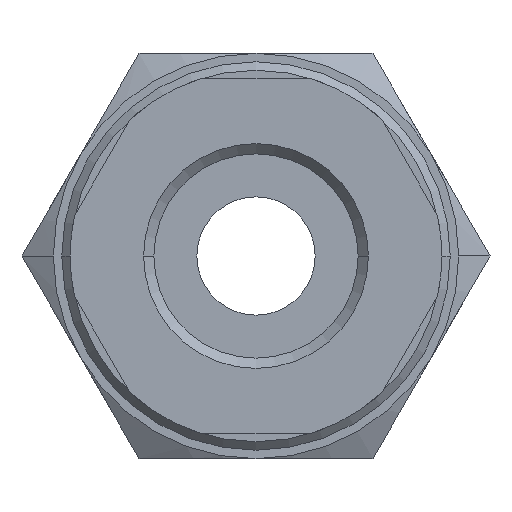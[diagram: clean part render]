
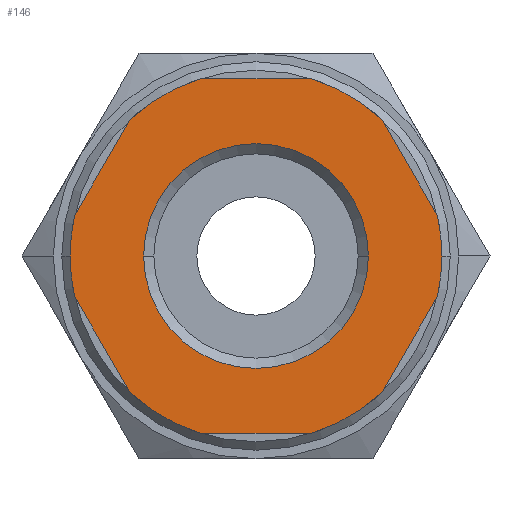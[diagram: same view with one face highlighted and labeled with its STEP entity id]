
A CAD part, front view. The second image highlights one B-rep face of the part: STEP entity #146.
In plain terms, the highlighted planar face has unit normal (0, -1, 0).
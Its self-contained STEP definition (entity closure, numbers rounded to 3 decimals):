
#146=ADVANCED_FACE('',(#335,#336),#337,.T.);
#335=FACE_BOUND('',#566,.T.);
#336=FACE_OUTER_BOUND('',#567,.T.);
#337=PLANE('',#568);
#566=EDGE_LOOP('',(#920,#921));
#567=EDGE_LOOP('',(#922,#923,#924,#925,#926,#927,#928,#929,#930,#931,#932,#933,#934,#935));
#568=AXIS2_PLACEMENT_3D('',#936,#937,#938);
#920=ORIENTED_EDGE('',*,*,#1429,.T.);
#921=ORIENTED_EDGE('',*,*,#1430,.T.);
#922=ORIENTED_EDGE('',*,*,#1431,.T.);
#923=ORIENTED_EDGE('',*,*,#1432,.F.);
#924=ORIENTED_EDGE('',*,*,#1433,.T.);
#925=ORIENTED_EDGE('',*,*,#1434,.F.);
#926=ORIENTED_EDGE('',*,*,#1435,.T.);
#927=ORIENTED_EDGE('',*,*,#1436,.F.);
#928=ORIENTED_EDGE('',*,*,#1426,.F.);
#929=ORIENTED_EDGE('',*,*,#1375,.T.);
#930=ORIENTED_EDGE('',*,*,#1437,.F.);
#931=ORIENTED_EDGE('',*,*,#1438,.T.);
#932=ORIENTED_EDGE('',*,*,#1439,.F.);
#933=ORIENTED_EDGE('',*,*,#1440,.T.);
#934=ORIENTED_EDGE('',*,*,#1413,.F.);
#935=ORIENTED_EDGE('',*,*,#1324,.F.);
#936=CARTESIAN_POINT('',(5.5,0.0,0.0));
#937=DIRECTION('',(-0.0,-1.0,-0.0));
#938=DIRECTION('',(-1.0,0.0,0.0));
#1324=EDGE_CURVE('',#1558,#1554,#1560,.T.);
#1375=EDGE_CURVE('',#1644,#1641,#1645,.T.);
#1413=EDGE_CURVE('',#1554,#1699,#1700,.T.);
#1426=EDGE_CURVE('',#1644,#1715,#1719,.T.);
#1429=EDGE_CURVE('',#1722,#1723,#1724,.T.);
#1430=EDGE_CURVE('',#1723,#1722,#1725,.T.);
#1431=EDGE_CURVE('',#1558,#1726,#1727,.T.);
#1432=EDGE_CURVE('',#1728,#1726,#1729,.T.);
#1433=EDGE_CURVE('',#1728,#1730,#1731,.T.);
#1434=EDGE_CURVE('',#1732,#1730,#1733,.T.);
#1435=EDGE_CURVE('',#1732,#1734,#1735,.T.);
#1436=EDGE_CURVE('',#1715,#1734,#1736,.T.);
#1437=EDGE_CURVE('',#1737,#1641,#1738,.T.);
#1438=EDGE_CURVE('',#1737,#1739,#1740,.T.);
#1439=EDGE_CURVE('',#1741,#1739,#1742,.T.);
#1440=EDGE_CURVE('',#1741,#1699,#1743,.T.);
#1554=VERTEX_POINT('',#1882);
#1558=VERTEX_POINT('',#1887);
#1560=CIRCLE('',#1890,11.0);
#1641=VERTEX_POINT('',#2102);
#1644=VERTEX_POINT('',#2106);
#1645=LINE('',#2107,#2108);
#1699=VERTEX_POINT('',#2206);
#1700=CIRCLE('',#2207,11.0);
#1715=VERTEX_POINT('',#2247);
#1719=CIRCLE('',#2252,11.0);
#1722=VERTEX_POINT('',#2255);
#1723=VERTEX_POINT('',#2256);
#1724=CIRCLE('',#2257,6.655);
#1725=CIRCLE('',#2258,6.655);
#1726=VERTEX_POINT('',#2259);
#1727=LINE('',#2260,#2261);
#1728=VERTEX_POINT('',#2262);
#1729=CIRCLE('',#2263,11.0);
#1730=VERTEX_POINT('',#2264);
#1731=LINE('',#2265,#2266);
#1732=VERTEX_POINT('',#2267);
#1733=CIRCLE('',#2268,11.0);
#1734=VERTEX_POINT('',#2269);
#1735=LINE('',#2270,#2271);
#1736=CIRCLE('',#2272,11.0);
#1737=VERTEX_POINT('',#2273);
#1738=CIRCLE('',#2274,11.0);
#1739=VERTEX_POINT('',#2275);
#1740=LINE('',#2276,#2277);
#1741=VERTEX_POINT('',#2278);
#1742=CIRCLE('',#2279,11.0);
#1743=LINE('',#2280,#2281);
#1882=CARTESIAN_POINT('',(-11.0,0.0,0.));
#1887=CARTESIAN_POINT('',(-10.733,0.0,-2.411));
#1890=AXIS2_PLACEMENT_3D('',#2541,#2542,#2543);
#2102=CARTESIAN_POINT('',(7.454,0.0,8.089));
#2106=CARTESIAN_POINT('',(10.733,0.0,2.411));
#2107=CARTESIAN_POINT('',(9.781,0.0,4.059));
#2108=VECTOR('',#2606,1.0);
#2206=CARTESIAN_POINT('',(-10.733,0.0,2.411));
#2207=AXIS2_PLACEMENT_3D('',#2660,#2661,#2662);
#2247=CARTESIAN_POINT('',(11.0,0.0,0.));
#2252=AXIS2_PLACEMENT_3D('',#2676,#2677,#2678);
#2255=CARTESIAN_POINT('',(-6.655,0.0,0.));
#2256=CARTESIAN_POINT('',(6.655,0.0,0.));
#2257=AXIS2_PLACEMENT_3D('',#2679,#2680,#2681);
#2258=AXIS2_PLACEMENT_3D('',#2682,#2683,#2684);
#2259=CARTESIAN_POINT('',(-7.454,0.0,-8.089));
#2260=CARTESIAN_POINT('',(-8.406,0.0,-6.441));
#2261=VECTOR('',#2685,1.0);
#2262=CARTESIAN_POINT('',(-3.279,0.0,-10.5));
#2263=AXIS2_PLACEMENT_3D('',#2686,#2687,#2688);
#2264=CARTESIAN_POINT('',(3.279,0.0,-10.5));
#2265=CARTESIAN_POINT('',(2.75,0.0,-10.5));
#2266=VECTOR('',#2689,1.0);
#2267=CARTESIAN_POINT('',(7.454,0.0,-8.089));
#2268=AXIS2_PLACEMENT_3D('',#2690,#2691,#2692);
#2269=CARTESIAN_POINT('',(10.733,0.0,-2.411));
#2270=CARTESIAN_POINT('',(9.781,0.0,-4.059));
#2271=VECTOR('',#2693,1.0);
#2272=AXIS2_PLACEMENT_3D('',#2694,#2695,#2696);
#2273=CARTESIAN_POINT('',(3.279,0.0,10.5));
#2274=AXIS2_PLACEMENT_3D('',#2697,#2698,#2699);
#2275=CARTESIAN_POINT('',(-3.279,0.0,10.5));
#2276=CARTESIAN_POINT('',(2.75,0.0,10.5));
#2277=VECTOR('',#2700,1.0);
#2278=CARTESIAN_POINT('',(-7.454,0.0,8.089));
#2279=AXIS2_PLACEMENT_3D('',#2701,#2702,#2703);
#2280=CARTESIAN_POINT('',(-8.406,0.0,6.441));
#2281=VECTOR('',#2704,1.0);
#2541=CARTESIAN_POINT('',(0.0,0.0,0.0));
#2542=DIRECTION('',(-0.0,1.0,0.0));
#2543=DIRECTION('',(1.0,0.0,0.0));
#2606=DIRECTION('',(-0.5,0.0,0.866));
#2660=CARTESIAN_POINT('',(0.0,0.0,0.0));
#2661=DIRECTION('',(-0.0,1.0,0.0));
#2662=DIRECTION('',(1.0,0.0,0.0));
#2676=CARTESIAN_POINT('',(0.0,0.0,0.0));
#2677=DIRECTION('',(-0.0,1.0,0.0));
#2678=DIRECTION('',(1.0,0.0,0.0));
#2679=CARTESIAN_POINT('',(0.0,0.0,0.0));
#2680=DIRECTION('',(-0.0,1.0,0.0));
#2681=DIRECTION('',(1.0,0.0,0.0));
#2682=CARTESIAN_POINT('',(0.0,0.0,0.0));
#2683=DIRECTION('',(-0.0,1.0,0.0));
#2684=DIRECTION('',(1.0,0.0,0.0));
#2685=DIRECTION('',(0.5,0.0,-0.866));
#2686=CARTESIAN_POINT('',(0.0,0.0,0.0));
#2687=DIRECTION('',(-0.0,1.0,0.0));
#2688=DIRECTION('',(1.0,0.0,0.0));
#2689=DIRECTION('',(1.0,-0.0,0.0));
#2690=CARTESIAN_POINT('',(0.0,0.0,0.0));
#2691=DIRECTION('',(-0.0,1.0,0.0));
#2692=DIRECTION('',(1.0,0.0,0.0));
#2693=DIRECTION('',(0.5,-0.0,0.866));
#2694=CARTESIAN_POINT('',(0.0,0.0,0.0));
#2695=DIRECTION('',(-0.0,1.0,0.0));
#2696=DIRECTION('',(1.0,0.0,0.0));
#2697=CARTESIAN_POINT('',(0.0,0.0,0.0));
#2698=DIRECTION('',(-0.0,1.0,0.0));
#2699=DIRECTION('',(1.0,0.0,0.0));
#2700=DIRECTION('',(-1.0,0.0,0.));
#2701=CARTESIAN_POINT('',(0.0,0.0,0.0));
#2702=DIRECTION('',(-0.0,1.0,0.0));
#2703=DIRECTION('',(1.0,0.0,0.0));
#2704=DIRECTION('',(-0.5,0.0,-0.866));
